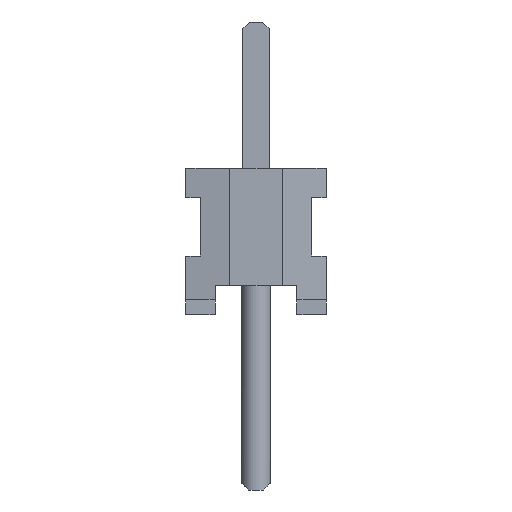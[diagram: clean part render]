
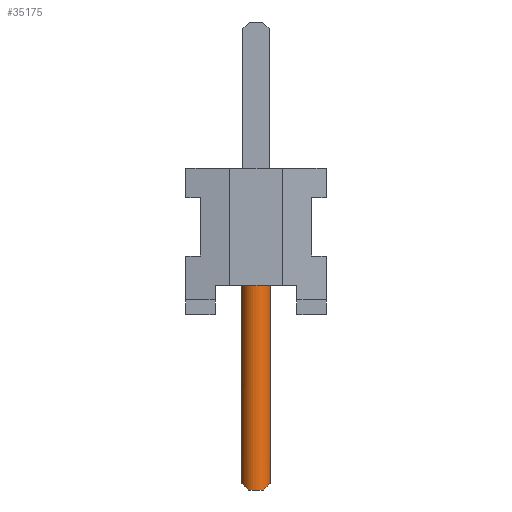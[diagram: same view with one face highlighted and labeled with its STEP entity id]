
A CAD part, left-side view. The second image highlights one B-rep face of the part: STEP entity #35175.
In plain terms, the highlighted cylindrical face has radius 0.254 mm (diameter 0.508 mm), a full revolution.
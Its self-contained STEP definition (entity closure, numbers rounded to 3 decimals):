
#33397 = EDGE_CURVE('',#33398,#33400,#33402,.T.);
#33398 = VERTEX_POINT('',#33399);
#33399 = CARTESIAN_POINT('',(-16.764,0.,1.27));
#33400 = VERTEX_POINT('',#33401);
#33401 = CARTESIAN_POINT('',(-16.29,0.127,1.27));
#33402 = CIRCLE('',#33403,0.254);
#33403 = AXIS2_PLACEMENT_3D('',#33404,#33405,#33406);
#33404 = CARTESIAN_POINT('',(-16.51,0.,1.27));
#33405 = DIRECTION('',(0.,0.,1.));
#33406 = DIRECTION('',(1.,0.,0.));
#33408 = EDGE_CURVE('',#33400,#33398,#33409,.T.);
#33409 = CIRCLE('',#33410,0.254);
#33410 = AXIS2_PLACEMENT_3D('',#33411,#33412,#33413);
#33411 = CARTESIAN_POINT('',(-16.51,0.,1.27));
#33412 = DIRECTION('',(0.,0.,1.));
#33413 = DIRECTION('',(1.,0.,0.));
#35175 = ADVANCED_FACE('',(#35176),#35222,.T.);
#35176 = FACE_BOUND('',#35177,.T.);
#35177 = EDGE_LOOP('',(#35178,#35179,#35186,#35195,#35204,#35213,#35220,
    #35221));
#35178 = ORIENTED_EDGE('',*,*,#33408,.F.);
#35179 = ORIENTED_EDGE('',*,*,#35180,.T.);
#35180 = EDGE_CURVE('',#33400,#35181,#35183,.T.);
#35181 = VERTEX_POINT('',#35182);
#35182 = CARTESIAN_POINT('',(-16.29,0.127,-3.048));
#35183 = B_SPLINE_CURVE_WITH_KNOTS('',1,(#35184,#35185),.UNSPECIFIED.,
  .F.,.F.,(2,2),(0.,4.318),.PIECEWISE_BEZIER_KNOTS.);
#35184 = CARTESIAN_POINT('',(-16.29,0.127,1.27));
#35185 = CARTESIAN_POINT('',(-16.29,0.127,-3.048));
#35186 = ORIENTED_EDGE('',*,*,#35187,.T.);
#35187 = EDGE_CURVE('',#35181,#35188,#35190,.T.);
#35188 = VERTEX_POINT('',#35189);
#35189 = CARTESIAN_POINT('',(-16.73,0.127,-3.048));
#35190 = ELLIPSE('',#35191,0.359,0.254);
#35191 = AXIS2_PLACEMENT_3D('',#35192,#35193,#35194);
#35192 = CARTESIAN_POINT('',(-16.51,0.,-3.175));
#35193 = DIRECTION('',(0.,-0.707,0.707));
#35194 = DIRECTION('',(0.,-0.707,-0.707));
#35195 = ORIENTED_EDGE('',*,*,#35196,.T.);
#35196 = EDGE_CURVE('',#35188,#35197,#35199,.T.);
#35197 = VERTEX_POINT('',#35198);
#35198 = CARTESIAN_POINT('',(-16.73,-0.127,-3.048));
#35199 = CIRCLE('',#35200,0.254);
#35200 = AXIS2_PLACEMENT_3D('',#35201,#35202,#35203);
#35201 = CARTESIAN_POINT('',(-16.51,0.,-3.048));
#35202 = DIRECTION('',(0.,0.,1.));
#35203 = DIRECTION('',(0.,-1.,0.));
#35204 = ORIENTED_EDGE('',*,*,#35205,.T.);
#35205 = EDGE_CURVE('',#35197,#35206,#35208,.T.);
#35206 = VERTEX_POINT('',#35207);
#35207 = CARTESIAN_POINT('',(-16.29,-0.127,-3.048));
#35208 = ELLIPSE('',#35209,0.359,0.254);
#35209 = AXIS2_PLACEMENT_3D('',#35210,#35211,#35212);
#35210 = CARTESIAN_POINT('',(-16.51,0.,-3.175));
#35211 = DIRECTION('',(0.,0.707,0.707));
#35212 = DIRECTION('',(0.,0.707,-0.707));
#35213 = ORIENTED_EDGE('',*,*,#35214,.T.);
#35214 = EDGE_CURVE('',#35206,#35181,#35215,.T.);
#35215 = CIRCLE('',#35216,0.254);
#35216 = AXIS2_PLACEMENT_3D('',#35217,#35218,#35219);
#35217 = CARTESIAN_POINT('',(-16.51,0.,-3.048));
#35218 = DIRECTION('',(0.,0.,1.));
#35219 = DIRECTION('',(0.,-1.,0.));
#35220 = ORIENTED_EDGE('',*,*,#35180,.F.);
#35221 = ORIENTED_EDGE('',*,*,#33397,.F.);
#35222 = CYLINDRICAL_SURFACE('',#35223,0.254);
#35223 = AXIS2_PLACEMENT_3D('',#35224,#35225,#35226);
#35224 = CARTESIAN_POINT('',(-16.51,0.,1.27));
#35225 = DIRECTION('',(0.,0.,-1.));
#35226 = DIRECTION('',(0.,1.,0.));
